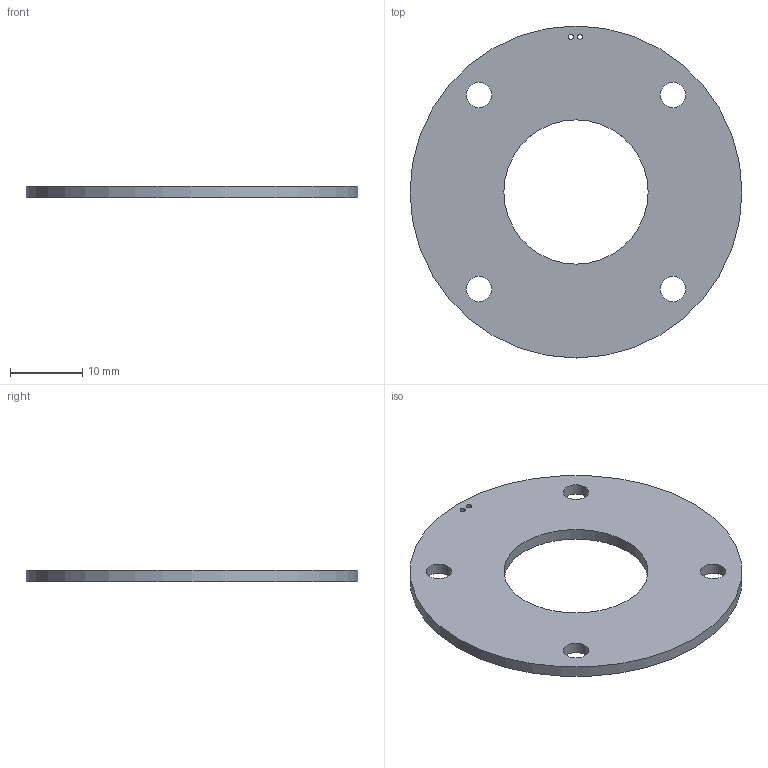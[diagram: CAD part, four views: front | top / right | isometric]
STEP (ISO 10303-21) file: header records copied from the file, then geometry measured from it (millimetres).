
FILE_DESCRIPTION(('KiCad electronic assembly'),'2;1');
FILE_NAME('UFOPulse.step','2022-02-25T17:11:38',('Pcbnew'),('Kicad'), 'Open CASCADE STEP processor 7.5','KiCad to STEP converter','Unknown' );
FILE_SCHEMA(('AUTOMOTIVE_DESIGN { 1 0 10303 214 1 1 1 1 }'));
Length unit declared in the file: millimetre
Products named in the file (2): UFOPulse 1; UFOPulse PCB
Assembly tree (1 placements, depth 2):
  UFOPulse 1
    UFOPulse PCB
Bounding box: 46 x 46 x 1.6 mm (x, y, z)
Volume: 2093.6 mm3; surface area: 3026.1 mm2
Topology: 1 solids, 1 shells, 10 faces, 24 edges, 16 vertices
Faces by surface type: cylinder 8, plane 2
Full cylindrical faces by diameter (mm): 0.7 x2, 3.5 x4, 20 x1, 46 x1
Entity records: 691 total; most frequent: DIRECTION 112, CARTESIAN_POINT 100, ORIENTED_EDGE 48, PCURVE 48, DEFINITIONAL_REPRESENTATION 48, LINE 40, VECTOR 40, CIRCLE 32
